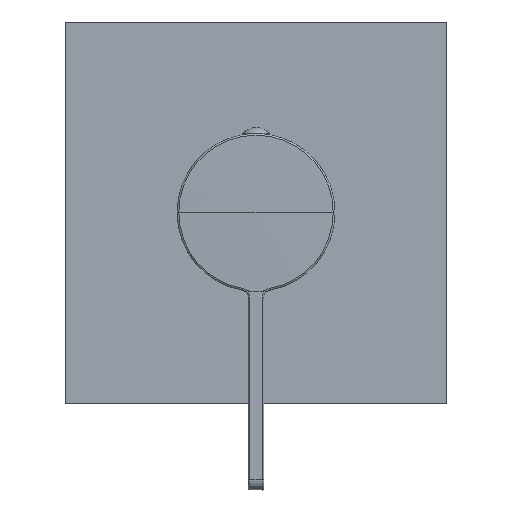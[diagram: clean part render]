
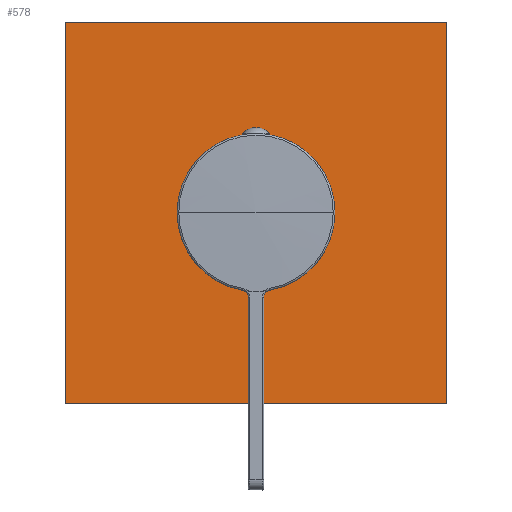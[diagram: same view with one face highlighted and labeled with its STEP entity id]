
A CAD part, top view. The second image highlights one B-rep face of the part: STEP entity #578.
In plain terms, the highlighted planar face has unit normal (0, 0, 1).
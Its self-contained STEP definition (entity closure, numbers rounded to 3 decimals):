
#83=CARTESIAN_POINT('',(0.,0.,46.5));
#84=DIRECTION('',(0.,0.,1.));
#85=DIRECTION('',(1.,0.,0.));
#86=AXIS2_PLACEMENT_3D('',#83,#84,#85);
#101=DIRECTION('',(0.,1.,0.));
#102=VECTOR('',#101,110.);
#103=CARTESIAN_POINT('',(55.,-55.,46.5));
#104=LINE('',#103,#102);
#105=DIRECTION('',(1.,0.,0.));
#106=VECTOR('',#105,110.);
#107=CARTESIAN_POINT('',(-55.,-55.,46.5));
#108=LINE('',#107,#106);
#109=DIRECTION('',(0.,-1.,0.));
#110=VECTOR('',#109,110.);
#111=CARTESIAN_POINT('',(-55.,55.,46.5));
#112=LINE('',#111,#110);
#113=DIRECTION('',(-1.,0.,0.));
#114=VECTOR('',#113,110.);
#115=CARTESIAN_POINT('',(55.,55.,46.5));
#116=LINE('',#115,#114);
#149=CARTESIAN_POINT('',(0.,0.,46.5));
#150=DIRECTION('',(0.,0.,1.));
#151=DIRECTION('',(-1.,0.,0.));
#152=AXIS2_PLACEMENT_3D('',#149,#150,#151);
#361=CARTESIAN_POINT('',(55.,-55.,46.5));
#362=CARTESIAN_POINT('',(55.,55.,46.5));
#363=VERTEX_POINT('',#361);
#364=VERTEX_POINT('',#362);
#365=CARTESIAN_POINT('',(-55.,55.,46.5));
#366=VERTEX_POINT('',#365);
#367=CARTESIAN_POINT('',(-55.,-55.,46.5));
#368=VERTEX_POINT('',#367);
#373=CARTESIAN_POINT('',(-22.4,0.,46.5));
#374=CARTESIAN_POINT('',(22.4,0.,46.5));
#375=VERTEX_POINT('',#373);
#376=VERTEX_POINT('',#374);
#558=CARTESIAN_POINT('',(0.,0.,46.5));
#559=DIRECTION('',(0.,0.,1.));
#560=DIRECTION('',(-1.,0.,0.));
#561=AXIS2_PLACEMENT_3D('',#558,#559,#560);
#562=PLANE('',#561);
#564=ORIENTED_EDGE('',*,*,#563,.F.);
#566=ORIENTED_EDGE('',*,*,#565,.F.);
#568=ORIENTED_EDGE('',*,*,#567,.F.);
#570=ORIENTED_EDGE('',*,*,#569,.F.);
#571=EDGE_LOOP('',(#564,#566,#568,#570));
#572=FACE_OUTER_BOUND('',#571,.F.);
#574=ORIENTED_EDGE('',*,*,#573,.T.);
#575=ORIENTED_EDGE('',*,*,#541,.T.);
#576=EDGE_LOOP('',(#574,#575));
#577=FACE_BOUND('',#576,.F.);
#578=ADVANCED_FACE('',(#572,#577),#562,.T.);
#87=CIRCLE('',#86,22.4);
#153=CIRCLE('',#152,22.4);
#541=EDGE_CURVE('',#376,#375,#87,.T.);
#563=EDGE_CURVE('',#363,#364,#104,.T.);
#565=EDGE_CURVE('',#368,#363,#108,.T.);
#567=EDGE_CURVE('',#366,#368,#112,.T.);
#569=EDGE_CURVE('',#364,#366,#116,.T.);
#573=EDGE_CURVE('',#375,#376,#153,.T.);
